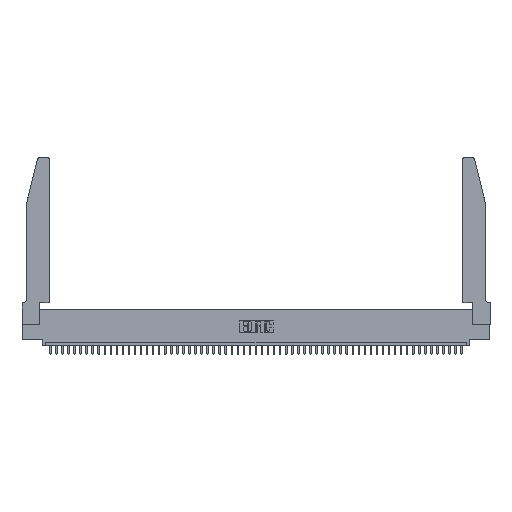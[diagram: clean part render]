
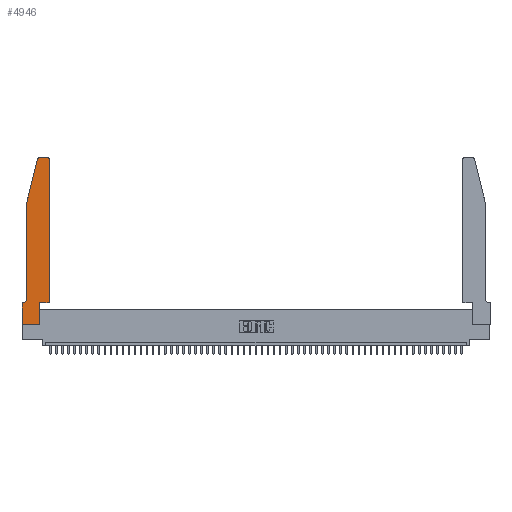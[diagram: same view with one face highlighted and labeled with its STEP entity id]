
A CAD part, top view. The second image highlights one B-rep face of the part: STEP entity #4946.
In plain terms, the highlighted planar face has unit normal (0, 0, 1).
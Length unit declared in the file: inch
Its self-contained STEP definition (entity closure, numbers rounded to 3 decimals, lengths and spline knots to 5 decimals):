
#1208 = CARTESIAN_POINT ( 'NONE',  ( 0.0755, 2., 0.37 ) ) ;
#1615 = FACE_OUTER_BOUND ( 'NONE', #22738, .T. ) ;
#3093 = ORIENTED_EDGE ( 'NONE', *, *, #51635, .T. ) ;
#4946 = ADVANCED_FACE ( 'NONE', ( #1615 ), #43855, .T. ) ;
#6354 = VERTEX_POINT ( 'NONE', #26320 ) ;
#7672 = LINE ( 'NONE', #15696, #19850 ) ;
#8003 = EDGE_CURVE ( 'NONE', #15903, #52429, #17419, .T. ) ;
#8014 = ORIENTED_EDGE ( 'NONE', *, *, #18457, .T. ) ;
#8050 = LINE ( 'NONE', #33565, #31834 ) ;
#8964 = DIRECTION ( 'NONE',  ( 0., -1., 0. ) ) ;
#9312 = CARTESIAN_POINT ( 'NONE',  ( 0.4505, 0.35, 0.37 ) ) ;
#10198 = LINE ( 'NONE', #26601, #17876 ) ;
#11596 = VECTOR ( 'NONE', #31244, 39.37008 ) ;
#12842 = VERTEX_POINT ( 'NONE', #16296 ) ;
#12966 = ORIENTED_EDGE ( 'NONE', *, *, #25614, .T. ) ;
#13542 = ORIENTED_EDGE ( 'NONE', *, *, #33677, .T. ) ;
#13634 = CARTESIAN_POINT ( 'NONE',  ( 0.4205, 2.72, 0.37 ) ) ;
#14481 = VECTOR ( 'NONE', #32268, 39.37008 ) ;
#15616 = LINE ( 'NONE', #9312, #34772 ) ;
#15696 = CARTESIAN_POINT ( 'NONE',  ( 0.2605, 2.75, 0.37 ) ) ;
#15759 = CARTESIAN_POINT ( 'NONE',  ( 0.0055, 0.42, 0.37 ) ) ;
#15903 = VERTEX_POINT ( 'NONE', #42892 ) ;
#15970 = EDGE_CURVE ( 'NONE', #49765, #15903, #10198, .T. ) ;
#16296 = CARTESIAN_POINT ( 'NONE',  ( 0.4505, 2.72, 0.37 ) ) ;
#16313 = ORIENTED_EDGE ( 'NONE', *, *, #49662, .T. ) ;
#16322 = VECTOR ( 'NONE', #29022, 39.37008 ) ;
#17416 = CARTESIAN_POINT ( 'NONE',  ( 0.2865, 0., 0.37 ) ) ;
#17419 = CIRCLE ( 'NONE', #38004, 0.07 ) ;
#17730 = DIRECTION ( 'NONE',  ( 0., 0., 1. ) ) ;
#17876 = VECTOR ( 'NONE', #30896, 39.37008 ) ;
#17951 = EDGE_CURVE ( 'NONE', #33324, #49765, #46934, .T. ) ;
#17966 = DIRECTION ( 'NONE',  ( 0., 0., 1. ) ) ;
#18164 = CARTESIAN_POINT ( 'NONE',  ( 0.2865, 0.35, 0.37 ) ) ;
#18457 = EDGE_CURVE ( 'NONE', #12842, #28046, #23216, .T. ) ;
#18467 = CARTESIAN_POINT ( 'NONE',  ( 0., 0.35, 0.37 ) ) ;
#18995 = ORIENTED_EDGE ( 'NONE', *, *, #42753, .T. ) ;
#19040 = ORIENTED_EDGE ( 'NONE', *, *, #53124, .T. ) ;
#19269 = CARTESIAN_POINT ( 'NONE',  ( 0.0755, 2., 0.37 ) ) ;
#19618 = LINE ( 'NONE', #22187, #51005 ) ;
#19688 = DIRECTION ( 'NONE',  ( 0., 0., -1. ) ) ;
#19850 = VECTOR ( 'NONE', #48743, 39.37008 ) ;
#19933 = LINE ( 'NONE', #48538, #11596 ) ;
#21261 = VERTEX_POINT ( 'NONE', #18164 ) ;
#21579 = EDGE_CURVE ( 'NONE', #32573, #21261, #45348, .T. ) ;
#21762 = DIRECTION ( 'NONE',  ( 1., 0., 0. ) ) ;
#22009 = LINE ( 'NONE', #44169, #16322 ) ;
#22187 = CARTESIAN_POINT ( 'NONE',  ( 0.0755, 0.35, 0.37 ) ) ;
#22738 = EDGE_LOOP ( 'NONE', ( #13542, #19040, #47412, #37237, #37123, #33796, #16313, #12966, #48116, #3093, #18995, #8014 ) ) ;
#23216 = CIRCLE ( 'NONE', #23717, 0.03 ) ;
#23717 = AXIS2_PLACEMENT_3D ( 'NONE', #13634, #17730, #30332 ) ;
#25614 = EDGE_CURVE ( 'NONE', #6354, #32573, #22009, .T. ) ;
#26320 = CARTESIAN_POINT ( 'NONE',  ( 0., 0., 0.37 ) ) ;
#26601 = CARTESIAN_POINT ( 'NONE',  ( 0.0755, 2., 0.37 ) ) ;
#28046 = VERTEX_POINT ( 'NONE', #35306 ) ;
#28388 = VECTOR ( 'NONE', #31677, 39.37008 ) ;
#28736 = CARTESIAN_POINT ( 'NONE',  ( 0., 0.35, 0.37 ) ) ;
#29022 = DIRECTION ( 'NONE',  ( 1., 0., 0. ) ) ;
#30332 = DIRECTION ( 'NONE',  ( 1., 0., 0. ) ) ;
#30896 = DIRECTION ( 'NONE',  ( 0., -1., 0. ) ) ;
#31244 = DIRECTION ( 'NONE',  ( 0., 1., 0. ) ) ;
#31387 = VERTEX_POINT ( 'NONE', #50035 ) ;
#31677 = DIRECTION ( 'NONE',  ( -0.239, -0.971, 0. ) ) ;
#31834 = VECTOR ( 'NONE', #8964, 39.37008 ) ;
#32093 = DIRECTION ( 'NONE',  ( -1., 0., 0. ) ) ;
#32268 = DIRECTION ( 'NONE',  ( 0., 1., 0. ) ) ;
#32573 = VERTEX_POINT ( 'NONE', #17416 ) ;
#32840 = AXIS2_PLACEMENT_3D ( 'NONE', #18467, #47427, #43287 ) ;
#33324 = VERTEX_POINT ( 'NONE', #46491 ) ;
#33565 = CARTESIAN_POINT ( 'NONE',  ( 0., 0., 0.37 ) ) ;
#33677 = EDGE_CURVE ( 'NONE', #28046, #31387, #7672, .T. ) ;
#33796 = ORIENTED_EDGE ( 'NONE', *, *, #50367, .T. ) ;
#34141 = CARTESIAN_POINT ( 'NONE',  ( 0.284, 2.72, 0.37 ) ) ;
#34448 = DIRECTION ( 'NONE',  ( 1., 0., 0. ) ) ;
#34772 = VECTOR ( 'NONE', #34448, 39.37008 ) ;
#35040 = CARTESIAN_POINT ( 'NONE',  ( 0.4505, 0.35, 0.37 ) ) ;
#35306 = CARTESIAN_POINT ( 'NONE',  ( 0.4205, 2.75, 0.37 ) ) ;
#37123 = ORIENTED_EDGE ( 'NONE', *, *, #8003, .T. ) ;
#37237 = ORIENTED_EDGE ( 'NONE', *, *, #15970, .T. ) ;
#38004 = AXIS2_PLACEMENT_3D ( 'NONE', #15759, #19688, #32093 ) ;
#38479 = AXIS2_PLACEMENT_3D ( 'NONE', #34141, #17966, #21762 ) ;
#40352 = VERTEX_POINT ( 'NONE', #35040 ) ;
#41186 = VERTEX_POINT ( 'NONE', #28736 ) ;
#42290 = CARTESIAN_POINT ( 'NONE',  ( 0.0055, 0.35, 0.37 ) ) ;
#42753 = EDGE_CURVE ( 'NONE', #40352, #12842, #19933, .T. ) ;
#42892 = CARTESIAN_POINT ( 'NONE',  ( 0.0755, 0.42, 0.37 ) ) ;
#43287 = DIRECTION ( 'NONE',  ( 1., 0., 0. ) ) ;
#43855 = PLANE ( 'NONE',  #32840 ) ;
#44169 = CARTESIAN_POINT ( 'NONE',  ( 0., 0., 0.37 ) ) ;
#44301 = CIRCLE ( 'NONE', #38479, 0.03 ) ;
#45348 = LINE ( 'NONE', #48616, #14481 ) ;
#46491 = CARTESIAN_POINT ( 'NONE',  ( 0.25487, 2.72718, 0.37 ) ) ;
#46934 = LINE ( 'NONE', #19269, #28388 ) ;
#47412 = ORIENTED_EDGE ( 'NONE', *, *, #17951, .T. ) ;
#47427 = DIRECTION ( 'NONE',  ( 0., 0., 1. ) ) ;
#48116 = ORIENTED_EDGE ( 'NONE', *, *, #21579, .T. ) ;
#48538 = CARTESIAN_POINT ( 'NONE',  ( 0.4505, 0.35, 0.37 ) ) ;
#48616 = CARTESIAN_POINT ( 'NONE',  ( 0.2865, 0.35, 0.37 ) ) ;
#48743 = DIRECTION ( 'NONE',  ( -1., 0., 0. ) ) ;
#49662 = EDGE_CURVE ( 'NONE', #41186, #6354, #8050, .T. ) ;
#49765 = VERTEX_POINT ( 'NONE', #1208 ) ;
#50035 = CARTESIAN_POINT ( 'NONE',  ( 0.284, 2.75, 0.37 ) ) ;
#50367 = EDGE_CURVE ( 'NONE', #52429, #41186, #19618, .T. ) ;
#50911 = DIRECTION ( 'NONE',  ( -1., 0., 0. ) ) ;
#51005 = VECTOR ( 'NONE', #50911, 39.37008 ) ;
#51635 = EDGE_CURVE ( 'NONE', #21261, #40352, #15616, .T. ) ;
#52429 = VERTEX_POINT ( 'NONE', #42290 ) ;
#53124 = EDGE_CURVE ( 'NONE', #31387, #33324, #44301, .T. ) ;
